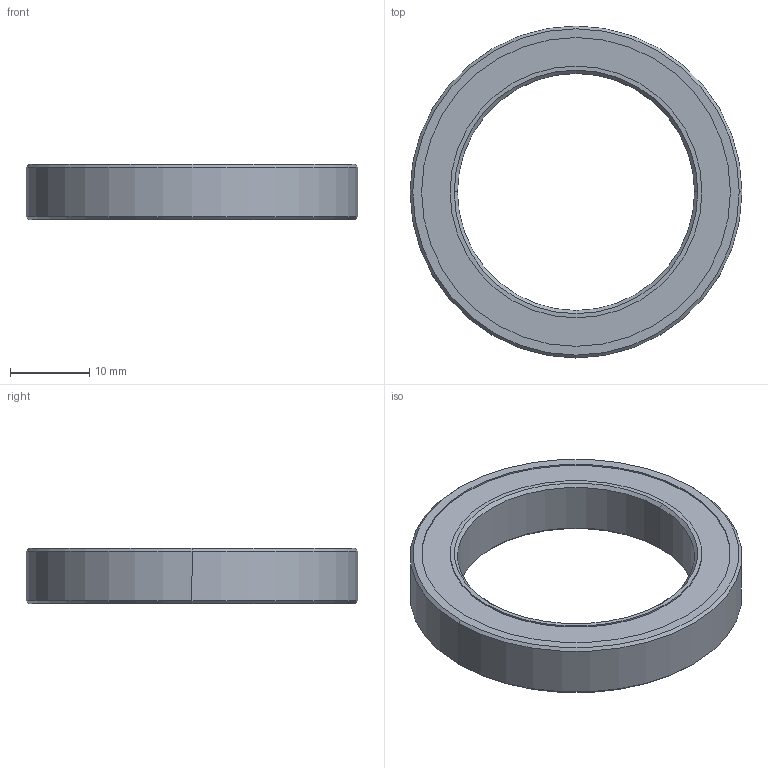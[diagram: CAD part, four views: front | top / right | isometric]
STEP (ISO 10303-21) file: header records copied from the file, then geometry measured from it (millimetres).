
FILE_DESCRIPTION (( 'STEP AP203' ), '1' );
FILE_NAME ('2349K787.step', '2019-09-11T13:27:08', ( '' ), ( '' ), 'SwSTEP 2.0', 'SolidWorks 2014', '' );
FILE_SCHEMA (( 'CONFIG_CONTROL_DESIGN' ));
Length unit declared in the file: inch
Products named in the file (1): 2349K787
Bounding box: 42 x 42 x 7 mm (x, y, z)
Volume: 3125.6 mm3; surface area: 6628.9 mm2
Topology: 16 solids, 16 shells, 70 faces, 176 edges, 116 vertices
Faces by surface type: sphere 24, cylinder 22, cone 10, plane 10, torus 4
Entity records: 1753 total; most frequent: DIRECTION 342, CARTESIAN_POINT 267, ORIENTED_EDGE 232, AXIS2_PLACEMENT_3D 155, EDGE_CURVE 116, CIRCLE 84, VERTEX_POINT 80, EDGE_LOOP 80
